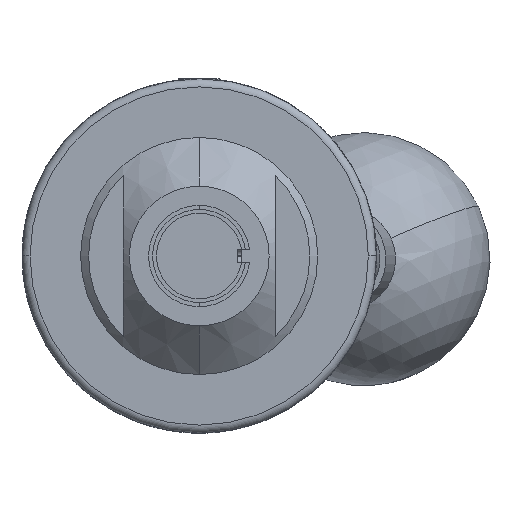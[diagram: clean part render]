
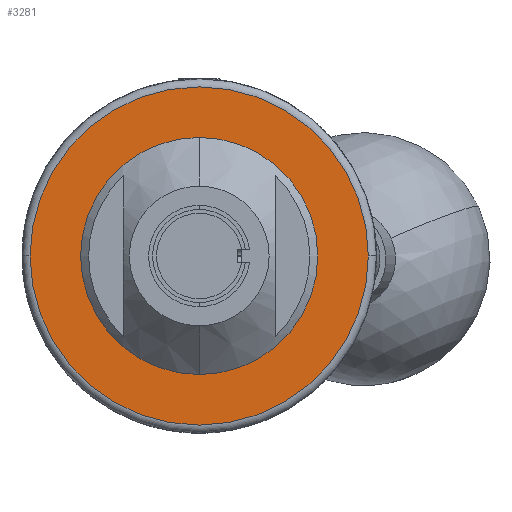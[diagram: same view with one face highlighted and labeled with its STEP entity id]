
A CAD part, left-side view. The second image highlights one B-rep face of the part: STEP entity #3281.
In plain terms, the highlighted planar face has unit normal (-1, 0, 0).
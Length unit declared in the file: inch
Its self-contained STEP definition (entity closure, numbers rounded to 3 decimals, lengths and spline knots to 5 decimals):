
#73 = ORIENTED_EDGE ( 'NONE', *, *, #4066, .T. ) ;
#173 = VERTEX_POINT ( 'NONE', #4131 ) ;
#346 = AXIS2_PLACEMENT_3D ( 'NONE', #387, #8742, #6746 ) ;
#382 = EDGE_LOOP ( 'NONE', ( #73, #7429 ) ) ;
#387 = CARTESIAN_POINT ( 'NONE',  ( -2.918, -0.875, 0. ) ) ;
#612 = DIRECTION ( 'NONE',  ( 0., -1., 0. ) ) ;
#1701 = VERTEX_POINT ( 'NONE', #11310 ) ;
#1813 = VERTEX_POINT ( 'NONE', #7644 ) ;
#2154 = DIRECTION ( 'NONE',  ( 0., 0., -1. ) ) ;
#2394 = CIRCLE ( 'NONE', #9993, 0.27344 ) ;
#2395 = DIRECTION ( 'NONE',  ( -1., 0., 0. ) ) ;
#2415 = EDGE_CURVE ( 'NONE', #1701, #1813, #2394, .T. ) ;
#2797 = AXIS2_PLACEMENT_3D ( 'NONE', #12861, #11945, #612 ) ;
#3132 = AXIS2_PLACEMENT_3D ( 'NONE', #11735, #2395, #8630 ) ;
#3281 = ADVANCED_FACE ( 'NONE', ( #11774, #5610 ), #4733, .F. ) ;
#3615 = DIRECTION ( 'NONE',  ( -1., 0., 0. ) ) ;
#3667 = EDGE_CURVE ( 'NONE', #1813, #1701, #11595, .T. ) ;
#4066 = EDGE_CURVE ( 'NONE', #173, #8311, #12105, .T. ) ;
#4131 = CARTESIAN_POINT ( 'NONE',  ( -2.918, -0.835, 0. ) ) ;
#4704 = DIRECTION ( 'NONE',  ( 0., 0., -1. ) ) ;
#4733 = PLANE ( 'NONE',  #346 ) ;
#5311 = CIRCLE ( 'NONE', #3132, 0.835 ) ;
#5610 = FACE_OUTER_BOUND ( 'NONE', #382, .T. ) ;
#6183 = EDGE_LOOP ( 'NONE', ( #9769, #8078 ) ) ;
#6746 = DIRECTION ( 'NONE',  ( 0., -1., 0. ) ) ;
#7031 = DIRECTION ( 'NONE',  ( -1., 0., 0. ) ) ;
#7429 = ORIENTED_EDGE ( 'NONE', *, *, #12003, .T. ) ;
#7644 = CARTESIAN_POINT ( 'NONE',  ( -2.918, 0., -0.27344 ) ) ;
#8078 = ORIENTED_EDGE ( 'NONE', *, *, #2415, .F. ) ;
#8311 = VERTEX_POINT ( 'NONE', #12556 ) ;
#8630 = DIRECTION ( 'NONE',  ( 0., -1., 0. ) ) ;
#8742 = DIRECTION ( 'NONE',  ( 1., 0., 0. ) ) ;
#9769 = ORIENTED_EDGE ( 'NONE', *, *, #3667, .F. ) ;
#9875 = CARTESIAN_POINT ( 'NONE',  ( -2.918, 0., 0. ) ) ;
#9993 = AXIS2_PLACEMENT_3D ( 'NONE', #11446, #7031, #2154 ) ;
#11310 = CARTESIAN_POINT ( 'NONE',  ( -2.918, 0., 0.27344 ) ) ;
#11446 = CARTESIAN_POINT ( 'NONE',  ( -2.918, 0., 0. ) ) ;
#11595 = CIRCLE ( 'NONE', #12725, 0.27344 ) ;
#11735 = CARTESIAN_POINT ( 'NONE',  ( -2.918, 0., 0. ) ) ;
#11774 = FACE_BOUND ( 'NONE', #6183, .T. ) ;
#11945 = DIRECTION ( 'NONE',  ( -1., 0., 0. ) ) ;
#12003 = EDGE_CURVE ( 'NONE', #8311, #173, #5311, .T. ) ;
#12105 = CIRCLE ( 'NONE', #2797, 0.835 ) ;
#12556 = CARTESIAN_POINT ( 'NONE',  ( -2.918, 0.835, 0. ) ) ;
#12725 = AXIS2_PLACEMENT_3D ( 'NONE', #9875, #3615, #4704 ) ;
#12861 = CARTESIAN_POINT ( 'NONE',  ( -2.918, 0., 0. ) ) ;
